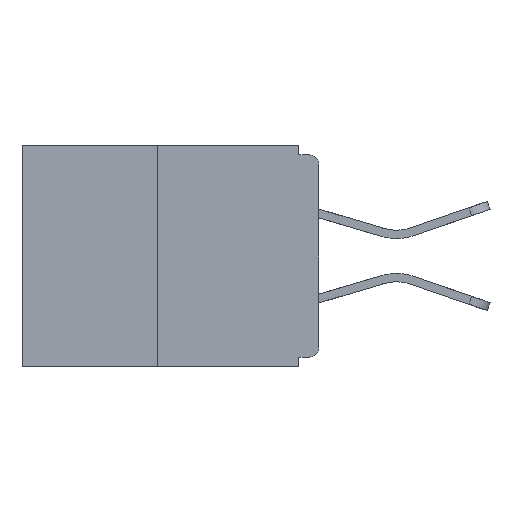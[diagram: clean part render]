
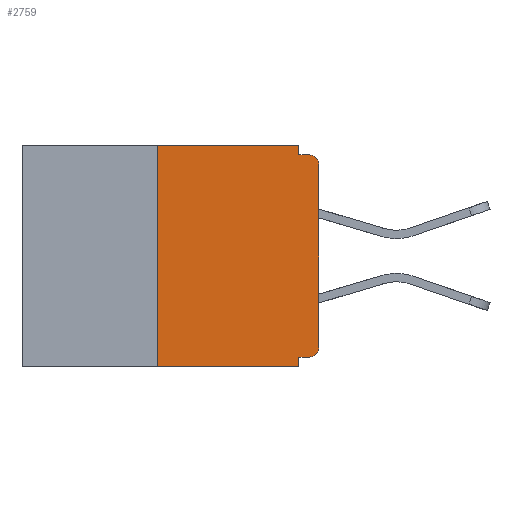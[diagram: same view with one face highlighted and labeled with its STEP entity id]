
A CAD part, left-side view. The second image highlights one B-rep face of the part: STEP entity #2759.
In plain terms, the highlighted planar face has unit normal (-1, 0, 0).
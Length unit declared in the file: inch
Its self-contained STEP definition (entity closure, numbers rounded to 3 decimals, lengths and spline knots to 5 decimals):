
#4 = LINE ( 'NONE', #809, #12693 ) ;
#361 = DIRECTION ( 'NONE',  ( 0., -1., 0. ) ) ;
#809 = CARTESIAN_POINT ( 'NONE',  ( 0., 0., -0.328 ) ) ;
#848 = LINE ( 'NONE', #14943, #3553 ) ;
#949 = AXIS2_PLACEMENT_3D ( 'NONE', #7895, #13544, #5064 ) ;
#1466 = EDGE_CURVE ( 'NONE', #15275, #11209, #3398, .T. ) ;
#1963 = VERTEX_POINT ( 'NONE', #14417 ) ;
#1977 = VERTEX_POINT ( 'NONE', #16393 ) ;
#2001 = ORIENTED_EDGE ( 'NONE', *, *, #14635, .F. ) ;
#2374 = CARTESIAN_POINT ( 'NONE',  ( 0., 0.46, 0. ) ) ;
#2618 = DIRECTION ( 'NONE',  ( 1., 0., 0. ) ) ;
#2759 = ADVANCED_FACE ( 'NONE', ( #18032 ), #5316, .F. ) ;
#2955 = VECTOR ( 'NONE', #14704, 39.37008 ) ;
#3162 = ORIENTED_EDGE ( 'NONE', *, *, #14189, .T. ) ;
#3193 = ORIENTED_EDGE ( 'NONE', *, *, #10967, .T. ) ;
#3270 = VECTOR ( 'NONE', #4369, 39.37008 ) ;
#3325 = VECTOR ( 'NONE', #12951, 39.37008 ) ;
#3398 = LINE ( 'NONE', #15919, #2955 ) ;
#3553 = VECTOR ( 'NONE', #13685, 39.37008 ) ;
#3852 = CARTESIAN_POINT ( 'NONE',  ( 0., 0.25, 0. ) ) ;
#3868 = ORIENTED_EDGE ( 'NONE', *, *, #12531, .F. ) ;
#4369 = DIRECTION ( 'NONE',  ( 0., 0., 1. ) ) ;
#4382 = CARTESIAN_POINT ( 'NONE',  ( 0., 0.46, -0.343 ) ) ;
#4538 = VECTOR ( 'NONE', #361, 39.37008 ) ;
#4698 = VECTOR ( 'NONE', #14419, 39.37008 ) ;
#4914 = ORIENTED_EDGE ( 'NONE', *, *, #11203, .F. ) ;
#4929 = CIRCLE ( 'NONE', #6617, 0.015 ) ;
#5064 = DIRECTION ( 'NONE',  ( 0., 0., -1. ) ) ;
#5119 = DIRECTION ( 'NONE',  ( -1., 0., 0. ) ) ;
#5252 = DIRECTION ( 'NONE',  ( 0., 0., -1. ) ) ;
#5316 = PLANE ( 'NONE',  #8966 ) ;
#5560 = VERTEX_POINT ( 'NONE', #16948 ) ;
#6617 = AXIS2_PLACEMENT_3D ( 'NONE', #17911, #5119, #10868 ) ;
#7105 = LINE ( 'NONE', #12892, #3325 ) ;
#7895 = CARTESIAN_POINT ( 'NONE',  ( 0., 0.015, -0.03 ) ) ;
#7965 = EDGE_CURVE ( 'NONE', #12085, #15275, #16308, .T. ) ;
#8464 = LINE ( 'NONE', #4382, #4698 ) ;
#8829 = CARTESIAN_POINT ( 'NONE',  ( 0., 0.031, 0. ) ) ;
#8966 = AXIS2_PLACEMENT_3D ( 'NONE', #2374, #2618, #5252 ) ;
#9974 = ORIENTED_EDGE ( 'NONE', *, *, #10077, .T. ) ;
#10057 = EDGE_CURVE ( 'NONE', #11209, #1963, #11759, .T. ) ;
#10077 = EDGE_CURVE ( 'NONE', #14837, #5560, #848, .T. ) ;
#10183 = ORIENTED_EDGE ( 'NONE', *, *, #13821, .T. ) ;
#10398 = EDGE_LOOP ( 'NONE', ( #11301, #4914, #3162, #2001, #3868, #10183, #9974, #3193, #13997, #15154 ) ) ;
#10772 = DIRECTION ( 'NONE',  ( 0., 1., 0. ) ) ;
#10868 = DIRECTION ( 'NONE',  ( 0., 0., -1. ) ) ;
#10967 = EDGE_CURVE ( 'NONE', #5560, #1963, #11931, .T. ) ;
#11203 = EDGE_CURVE ( 'NONE', #15851, #12085, #13035, .T. ) ;
#11209 = VERTEX_POINT ( 'NONE', #12722 ) ;
#11301 = ORIENTED_EDGE ( 'NONE', *, *, #7965, .F. ) ;
#11547 = CARTESIAN_POINT ( 'NONE',  ( 0., 0.25, -0.343 ) ) ;
#11759 = LINE ( 'NONE', #17383, #16451 ) ;
#11931 = CIRCLE ( 'NONE', #949, 0.015 ) ;
#12085 = VERTEX_POINT ( 'NONE', #3852 ) ;
#12118 = CARTESIAN_POINT ( 'NONE',  ( 0., 0., -0.313 ) ) ;
#12531 = EDGE_CURVE ( 'NONE', #16345, #15714, #4, .T. ) ;
#12693 = VECTOR ( 'NONE', #10772, 39.37008 ) ;
#12722 = CARTESIAN_POINT ( 'NONE',  ( 0., 0.031, -0.015 ) ) ;
#12892 = CARTESIAN_POINT ( 'NONE',  ( 0., 0.031, -0.343 ) ) ;
#12951 = DIRECTION ( 'NONE',  ( 0., 0., -1. ) ) ;
#13035 = LINE ( 'NONE', #15608, #3270 ) ;
#13544 = DIRECTION ( 'NONE',  ( -1., 0., 0. ) ) ;
#13592 = CARTESIAN_POINT ( 'NONE',  ( 0., 0.015, -0.328 ) ) ;
#13685 = DIRECTION ( 'NONE',  ( 0., 0., 1. ) ) ;
#13821 = EDGE_CURVE ( 'NONE', #16345, #14837, #4929, .T. ) ;
#13997 = ORIENTED_EDGE ( 'NONE', *, *, #10057, .F. ) ;
#14189 = EDGE_CURVE ( 'NONE', #15851, #1977, #8464, .T. ) ;
#14417 = CARTESIAN_POINT ( 'NONE',  ( 0., 0.015, -0.015 ) ) ;
#14419 = DIRECTION ( 'NONE',  ( 0., -1., 0. ) ) ;
#14635 = EDGE_CURVE ( 'NONE', #15714, #1977, #7105, .T. ) ;
#14704 = DIRECTION ( 'NONE',  ( 0., 0., -1. ) ) ;
#14837 = VERTEX_POINT ( 'NONE', #12118 ) ;
#14943 = CARTESIAN_POINT ( 'NONE',  ( 0., 0., 0. ) ) ;
#15154 = ORIENTED_EDGE ( 'NONE', *, *, #1466, .F. ) ;
#15275 = VERTEX_POINT ( 'NONE', #8829 ) ;
#15608 = CARTESIAN_POINT ( 'NONE',  ( 0., 0.25, 0. ) ) ;
#15714 = VERTEX_POINT ( 'NONE', #16841 ) ;
#15839 = DIRECTION ( 'NONE',  ( 0., -1., 0. ) ) ;
#15851 = VERTEX_POINT ( 'NONE', #11547 ) ;
#15919 = CARTESIAN_POINT ( 'NONE',  ( 0., 0.031, 0. ) ) ;
#16308 = LINE ( 'NONE', #17150, #4538 ) ;
#16345 = VERTEX_POINT ( 'NONE', #13592 ) ;
#16393 = CARTESIAN_POINT ( 'NONE',  ( 0., 0.031, -0.343 ) ) ;
#16451 = VECTOR ( 'NONE', #15839, 39.37008 ) ;
#16841 = CARTESIAN_POINT ( 'NONE',  ( 0., 0.031, -0.328 ) ) ;
#16948 = CARTESIAN_POINT ( 'NONE',  ( 0., 0., -0.03 ) ) ;
#17150 = CARTESIAN_POINT ( 'NONE',  ( 0., 0.46, 0. ) ) ;
#17383 = CARTESIAN_POINT ( 'NONE',  ( 0., 0., -0.015 ) ) ;
#17911 = CARTESIAN_POINT ( 'NONE',  ( 0., 0.015, -0.313 ) ) ;
#18032 = FACE_OUTER_BOUND ( 'NONE', #10398, .T. ) ;
